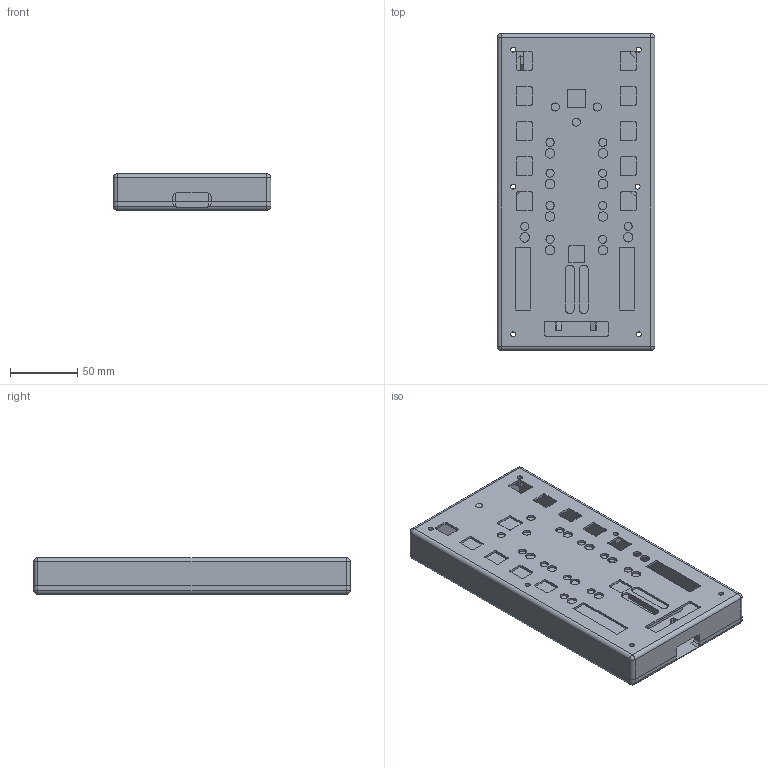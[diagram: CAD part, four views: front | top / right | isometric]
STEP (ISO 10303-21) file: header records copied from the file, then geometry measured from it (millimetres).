
FILE_DESCRIPTION(/* description */ (''),/* implementation_level */ '2;1');
FILE_NAME(/* name */ 'traktorino case v13.step',/* time_stamp */ '2024-10-28T10:53:05+01:00',/* author */ (''),/* organization */ (''),/* preprocessor_version */ 'ST-DEVELOPER v20',/* originating_system */ 'Autodesk Translation Framework v13.20.0.188',/* authorisation */ '');
FILE_SCHEMA (('AUTOMOTIVE_DESIGN { 1 0 10303 214 3 1 1 }'));
Length unit declared in the file: millimetre
Products named in the file (1): traktorino case
Bounding box: 116.8 x 234.8 x 26.8 mm (x, y, z)
Volume: 179977.5 mm3; surface area: 152133.9 mm2
Topology: 2 solids, 2 shells, 410 faces, 1141 edges, 752 vertices
Faces by surface type: plane 257, cylinder 145, sphere 8
Full cylindrical faces by diameter (mm): 3.7 x12, 5.036 x1, 6.004 x13, 7 x10, 9.3 x6
Entity records: 13354 total; most frequent: CARTESIAN_POINT 2304, ORIENTED_EDGE 2282, DIRECTION 2260, EDGE_CURVE 1141, LINE 844, VECTOR 844, VERTEX_POINT 752, AXIS2_PLACEMENT_3D 708
